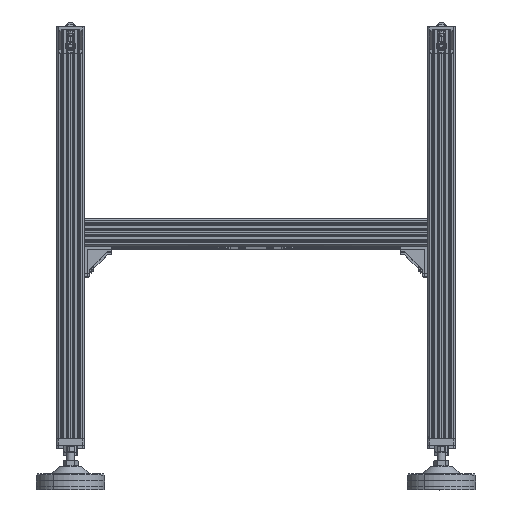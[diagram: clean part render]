
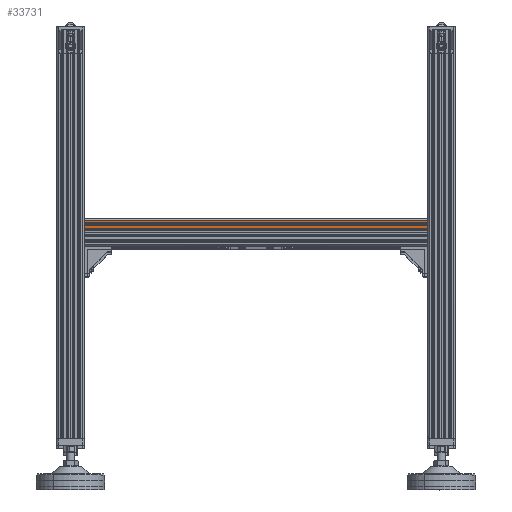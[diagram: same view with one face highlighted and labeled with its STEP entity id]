
A CAD part, top view. The second image highlights one B-rep face of the part: STEP entity #33731.
In plain terms, the highlighted free-form (B-spline) face has degree [1, 1] with [2, 2] control points.
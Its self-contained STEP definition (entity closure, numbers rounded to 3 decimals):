
#33704 = VERTEX_POINT('',#33705);
#33705 = CARTESIAN_POINT('',(-1667.964,-274.523,
    2219.981));
#33711 = EDGE_CURVE('',#33712,#33704,#33714,.T.);
#33712 = VERTEX_POINT('',#33713);
#33713 = CARTESIAN_POINT('',(-1060.927,-274.523,
    2219.981));
#33714 = B_SPLINE_CURVE_WITH_KNOTS('',1,(#33715,#33716),.UNSPECIFIED.,
  .F.,.F.,(2,2),(20.,520.),.PIECEWISE_BEZIER_KNOTS.);
#33715 = CARTESIAN_POINT('',(-1060.927,-274.523,
    2219.981));
#33716 = CARTESIAN_POINT('',(-1667.964,-274.523,
    2219.981));
#33731 = ADVANCED_FACE('',(#33732),#33754,.T.);
#33732 = FACE_BOUND('',#33733,.T.);
#33733 = EDGE_LOOP('',(#33734,#33741,#33748,#33753));
#33734 = ORIENTED_EDGE('',*,*,#33735,.T.);
#33735 = EDGE_CURVE('',#33704,#33736,#33738,.T.);
#33736 = VERTEX_POINT('',#33737);
#33737 = CARTESIAN_POINT('',(-1667.964,-288.728,
    2219.981));
#33738 = B_SPLINE_CURVE_WITH_KNOTS('',1,(#33739,#33740),.UNSPECIFIED.,
  .F.,.F.,(2,2),(-14.35,-2.65),.PIECEWISE_BEZIER_KNOTS.);
#33739 = CARTESIAN_POINT('',(-1667.964,-274.523,
    2219.981));
#33740 = CARTESIAN_POINT('',(-1667.964,-288.728,
    2219.981));
#33741 = ORIENTED_EDGE('',*,*,#33742,.F.);
#33742 = EDGE_CURVE('',#33743,#33736,#33745,.T.);
#33743 = VERTEX_POINT('',#33744);
#33744 = CARTESIAN_POINT('',(-1060.927,-288.728,
    2219.981));
#33745 = B_SPLINE_CURVE_WITH_KNOTS('',1,(#33746,#33747),.UNSPECIFIED.,
  .F.,.F.,(2,2),(20.,520.),.PIECEWISE_BEZIER_KNOTS.);
#33746 = CARTESIAN_POINT('',(-1060.927,-288.728,
    2219.981));
#33747 = CARTESIAN_POINT('',(-1667.964,-288.728,
    2219.981));
#33748 = ORIENTED_EDGE('',*,*,#33749,.F.);
#33749 = EDGE_CURVE('',#33712,#33743,#33750,.T.);
#33750 = B_SPLINE_CURVE_WITH_KNOTS('',1,(#33751,#33752),.UNSPECIFIED.,
  .F.,.F.,(2,2),(-14.35,-2.65),.PIECEWISE_BEZIER_KNOTS.);
#33751 = CARTESIAN_POINT('',(-1060.927,-274.523,
    2219.981));
#33752 = CARTESIAN_POINT('',(-1060.927,-288.728,
    2219.981));
#33753 = ORIENTED_EDGE('',*,*,#33711,.T.);
#33754 = B_SPLINE_SURFACE_WITH_KNOTS('',1,1,(
    (#33755,#33756)
    ,(#33757,#33758
    )),.UNSPECIFIED.,.F.,.F.,.F.,(2,2),(2,2),(0.,11.7),(20.,520.),
  .PIECEWISE_BEZIER_KNOTS.);
#33755 = CARTESIAN_POINT('',(-1060.927,-288.728,
    2219.981));
#33756 = CARTESIAN_POINT('',(-1667.964,-288.728,
    2219.981));
#33757 = CARTESIAN_POINT('',(-1060.927,-274.523,
    2219.981));
#33758 = CARTESIAN_POINT('',(-1667.964,-274.523,
    2219.981));
